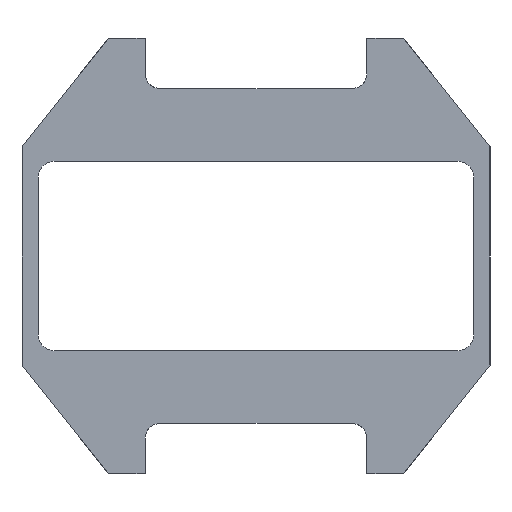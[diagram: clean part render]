
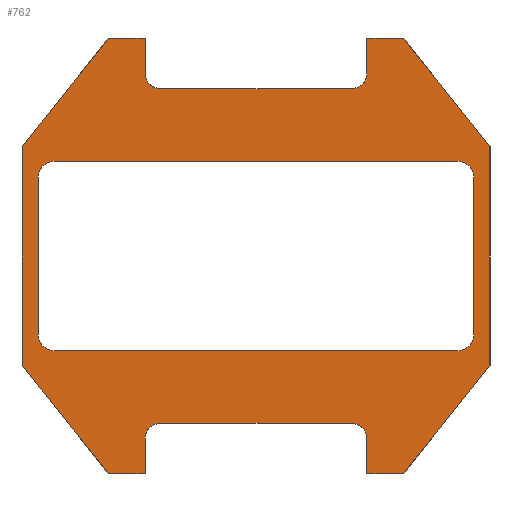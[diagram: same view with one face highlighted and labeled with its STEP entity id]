
A CAD part, front view. The second image highlights one B-rep face of the part: STEP entity #762.
In plain terms, the highlighted planar face has unit normal (0, -1, 0).
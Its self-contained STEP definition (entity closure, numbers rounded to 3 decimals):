
#15=FACE_BOUND('',#116,.T.);
#18=CIRCLE('',#788,1.5);
#19=CIRCLE('',#794,1.5);
#20=CIRCLE('',#803,1.5);
#21=CIRCLE('',#809,1.5);
#22=CIRCLE('',#814,1.6);
#23=CIRCLE('',#815,1.6);
#24=CIRCLE('',#816,1.6);
#25=CIRCLE('',#817,1.6);
#74=FACE_OUTER_BOUND('',#115,.T.);
#115=EDGE_LOOP('',(#579,#580,#581,#582,#583,#584,#585,#586,#587,#588,#589,
#590,#591,#592,#593,#594,#595,#596,#597,#598));
#116=EDGE_LOOP('',(#599,#600,#601,#602,#603,#604,#605,#606));
#140=LINE('',#1074,#226);
#147=LINE('',#1092,#233);
#150=LINE('',#1098,#236);
#159=LINE('',#1120,#245);
#161=LINE('',#1123,#247);
#163=LINE('',#1128,#249);
#165=LINE('',#1131,#251);
#166=LINE('',#1133,#252);
#169=LINE('',#1141,#255);
#174=LINE('',#1154,#260);
#175=LINE('',#1156,#261);
#179=LINE('',#1163,#265);
#183=LINE('',#1175,#269);
#187=LINE('',#1184,#273);
#189=LINE('',#1187,#275);
#190=LINE('',#1189,#276);
#191=LINE('',#1192,#277);
#192=LINE('',#1196,#278);
#193=LINE('',#1200,#279);
#194=LINE('',#1204,#280);
#226=VECTOR('',#855,10.);
#233=VECTOR('',#870,10.);
#236=VECTOR('',#875,10.);
#245=VECTOR('',#894,10.);
#247=VECTOR('',#898,10.);
#249=VECTOR('',#902,10.);
#251=VECTOR('',#906,10.);
#252=VECTOR('',#909,10.);
#255=VECTOR('',#914,10.);
#260=VECTOR('',#927,10.);
#261=VECTOR('',#930,10.);
#265=VECTOR('',#936,10.);
#269=VECTOR('',#948,10.);
#273=VECTOR('',#954,10.);
#275=VECTOR('',#958,10.);
#276=VECTOR('',#961,10.);
#277=VECTOR('',#962,10.);
#278=VECTOR('',#965,10.);
#279=VECTOR('',#968,10.);
#280=VECTOR('',#971,10.);
#311=VERTEX_POINT('',#1070);
#313=VERTEX_POINT('',#1073);
#316=VERTEX_POINT('',#1081);
#318=VERTEX_POINT('',#1086);
#320=VERTEX_POINT('',#1090);
#322=VERTEX_POINT('',#1096);
#328=VERTEX_POINT('',#1113);
#329=VERTEX_POINT('',#1115);
#330=VERTEX_POINT('',#1119);
#331=VERTEX_POINT('',#1125);
#332=VERTEX_POINT('',#1127);
#335=VERTEX_POINT('',#1138);
#336=VERTEX_POINT('',#1140);
#338=VERTEX_POINT('',#1146);
#340=VERTEX_POINT('',#1152);
#342=VERTEX_POINT('',#1161);
#344=VERTEX_POINT('',#1167);
#346=VERTEX_POINT('',#1173);
#348=VERTEX_POINT('',#1178);
#350=VERTEX_POINT('',#1182);
#351=VERTEX_POINT('',#1190);
#352=VERTEX_POINT('',#1191);
#353=VERTEX_POINT('',#1193);
#354=VERTEX_POINT('',#1195);
#355=VERTEX_POINT('',#1197);
#356=VERTEX_POINT('',#1199);
#357=VERTEX_POINT('',#1201);
#358=VERTEX_POINT('',#1203);
#384=EDGE_CURVE('',#313,#311,#140,.T.);
#388=EDGE_CURVE('',#316,#313,#18,.T.);
#393=EDGE_CURVE('',#318,#320,#147,.T.);
#396=EDGE_CURVE('',#322,#320,#150,.T.);
#405=EDGE_CURVE('',#329,#328,#19,.T.);
#407=EDGE_CURVE('',#330,#329,#159,.T.);
#409=EDGE_CURVE('',#328,#316,#161,.T.);
#411=EDGE_CURVE('',#332,#331,#163,.T.);
#413=EDGE_CURVE('',#331,#330,#165,.T.);
#414=EDGE_CURVE('',#311,#318,#166,.T.);
#417=EDGE_CURVE('',#336,#335,#169,.T.);
#421=EDGE_CURVE('',#335,#338,#20,.T.);
#424=EDGE_CURVE('',#322,#340,#174,.T.);
#425=EDGE_CURVE('',#336,#340,#175,.T.);
#429=EDGE_CURVE('',#338,#342,#179,.T.);
#432=EDGE_CURVE('',#342,#344,#21,.T.);
#435=EDGE_CURVE('',#344,#346,#183,.T.);
#439=EDGE_CURVE('',#348,#350,#187,.T.);
#441=EDGE_CURVE('',#348,#346,#189,.T.);
#442=EDGE_CURVE('',#332,#350,#190,.T.);
#443=EDGE_CURVE('',#351,#352,#191,.T.);
#444=EDGE_CURVE('',#352,#353,#22,.T.);
#445=EDGE_CURVE('',#353,#354,#192,.T.);
#446=EDGE_CURVE('',#354,#355,#23,.T.);
#447=EDGE_CURVE('',#355,#356,#193,.T.);
#448=EDGE_CURVE('',#356,#357,#24,.T.);
#449=EDGE_CURVE('',#357,#358,#194,.T.);
#450=EDGE_CURVE('',#358,#351,#25,.T.);
#579=ORIENTED_EDGE('',*,*,#384,.T.);
#580=ORIENTED_EDGE('',*,*,#414,.T.);
#581=ORIENTED_EDGE('',*,*,#393,.T.);
#582=ORIENTED_EDGE('',*,*,#396,.F.);
#583=ORIENTED_EDGE('',*,*,#424,.T.);
#584=ORIENTED_EDGE('',*,*,#425,.F.);
#585=ORIENTED_EDGE('',*,*,#417,.T.);
#586=ORIENTED_EDGE('',*,*,#421,.T.);
#587=ORIENTED_EDGE('',*,*,#429,.T.);
#588=ORIENTED_EDGE('',*,*,#432,.T.);
#589=ORIENTED_EDGE('',*,*,#435,.T.);
#590=ORIENTED_EDGE('',*,*,#441,.F.);
#591=ORIENTED_EDGE('',*,*,#439,.T.);
#592=ORIENTED_EDGE('',*,*,#442,.F.);
#593=ORIENTED_EDGE('',*,*,#411,.T.);
#594=ORIENTED_EDGE('',*,*,#413,.T.);
#595=ORIENTED_EDGE('',*,*,#407,.T.);
#596=ORIENTED_EDGE('',*,*,#405,.T.);
#597=ORIENTED_EDGE('',*,*,#409,.T.);
#598=ORIENTED_EDGE('',*,*,#388,.T.);
#599=ORIENTED_EDGE('',*,*,#443,.T.);
#600=ORIENTED_EDGE('',*,*,#444,.T.);
#601=ORIENTED_EDGE('',*,*,#445,.T.);
#602=ORIENTED_EDGE('',*,*,#446,.T.);
#603=ORIENTED_EDGE('',*,*,#447,.T.);
#604=ORIENTED_EDGE('',*,*,#448,.T.);
#605=ORIENTED_EDGE('',*,*,#449,.T.);
#606=ORIENTED_EDGE('',*,*,#450,.T.);
#729=PLANE('',#813);
#762=ADVANCED_FACE('',(#74,#15),#729,.F.);
#788=AXIS2_PLACEMENT_3D('',#1082,#862,#863);
#794=AXIS2_PLACEMENT_3D('',#1116,#889,#890);
#803=AXIS2_PLACEMENT_3D('',#1148,#921,#922);
#809=AXIS2_PLACEMENT_3D('',#1169,#942,#943);
#813=AXIS2_PLACEMENT_3D('',#1188,#959,#960);
#814=AXIS2_PLACEMENT_3D('',#1194,#963,#964);
#815=AXIS2_PLACEMENT_3D('',#1198,#966,#967);
#816=AXIS2_PLACEMENT_3D('',#1202,#969,#970);
#817=AXIS2_PLACEMENT_3D('',#1205,#972,#973);
#855=DIRECTION('',(0.,0.,-1.));
#862=DIRECTION('center_axis',(0.,1.,0.));
#863=DIRECTION('ref_axis',(1.,0.,0.));
#870=DIRECTION('',(0.624,0.,0.782));
#875=DIRECTION('',(0.,0.,-1.));
#889=DIRECTION('center_axis',(0.,1.,0.));
#890=DIRECTION('ref_axis',(-1.,0.,0.));
#894=DIRECTION('',(0.,0.,1.));
#898=DIRECTION('',(1.,0.,0.));
#902=DIRECTION('',(0.624,0.,-0.782));
#906=DIRECTION('',(1.,0.,0.));
#909=DIRECTION('',(1.,0.,0.));
#914=DIRECTION('',(0.,0.,-1.));
#921=DIRECTION('center_axis',(0.,1.,0.));
#922=DIRECTION('ref_axis',(1.,0.,0.));
#927=DIRECTION('',(-0.624,0.,0.782));
#930=DIRECTION('',(1.,0.,0.));
#936=DIRECTION('',(-1.,0.,0.));
#942=DIRECTION('center_axis',(0.,1.,0.));
#943=DIRECTION('ref_axis',(-1.,0.,0.));
#948=DIRECTION('',(0.,0.,1.));
#954=DIRECTION('',(-0.624,0.,-0.782));
#958=DIRECTION('',(1.,0.,0.));
#959=DIRECTION('center_axis',(0.,1.,0.));
#960=DIRECTION('ref_axis',(0.,0.,1.));
#961=DIRECTION('',(0.,0.,1.));
#962=DIRECTION('',(0.,0.,1.));
#963=DIRECTION('center_axis',(0.,1.,0.));
#964=DIRECTION('ref_axis',(0.,0.,1.));
#965=DIRECTION('',(1.,0.,0.));
#966=DIRECTION('center_axis',(0.,1.,0.));
#967=DIRECTION('ref_axis',(1.,0.,0.));
#968=DIRECTION('',(0.,0.,-1.));
#969=DIRECTION('center_axis',(0.,1.,0.));
#970=DIRECTION('ref_axis',(0.,0.,-1.));
#971=DIRECTION('',(-1.,0.,0.));
#972=DIRECTION('center_axis',(0.,1.,0.));
#973=DIRECTION('ref_axis',(-1.,0.,0.));
#1070=CARTESIAN_POINT('',(11.25,-2.85,-22.1));
#1073=CARTESIAN_POINT('',(11.25,-2.85,-18.5));
#1074=CARTESIAN_POINT('',(11.25,-2.85,-9.25));
#1081=CARTESIAN_POINT('',(9.75,-2.85,-17.));
#1082=CARTESIAN_POINT('Origin',(9.75,-2.85,-18.5));
#1086=CARTESIAN_POINT('',(14.968,-2.85,-22.1));
#1090=CARTESIAN_POINT('',(23.75,-2.85,-11.1));
#1092=CARTESIAN_POINT('',(17.443,-2.85,-19.));
#1096=CARTESIAN_POINT('',(23.75,-2.85,11.1));
#1098=CARTESIAN_POINT('',(23.75,-2.85,-6.8));
#1113=CARTESIAN_POINT('',(-9.75,-2.85,-17.));
#1115=CARTESIAN_POINT('',(-11.25,-2.85,-18.5));
#1116=CARTESIAN_POINT('Origin',(-9.75,-2.85,-18.5));
#1119=CARTESIAN_POINT('',(-11.25,-2.85,-22.1));
#1120=CARTESIAN_POINT('',(-11.25,-2.85,-9.25));
#1123=CARTESIAN_POINT('',(0.,-2.85,-17.));
#1125=CARTESIAN_POINT('',(-14.968,-2.85,-22.1));
#1127=CARTESIAN_POINT('',(-23.75,-2.85,-11.1));
#1128=CARTESIAN_POINT('',(-17.443,-2.85,-19.));
#1131=CARTESIAN_POINT('',(0.,-2.85,-22.1));
#1133=CARTESIAN_POINT('',(0.,-2.85,-22.1));
#1138=CARTESIAN_POINT('',(11.25,-2.85,18.5));
#1140=CARTESIAN_POINT('',(11.25,-2.85,22.1));
#1141=CARTESIAN_POINT('',(11.25,-2.85,9.25));
#1146=CARTESIAN_POINT('',(9.75,-2.85,17.));
#1148=CARTESIAN_POINT('Origin',(9.75,-2.85,18.5));
#1152=CARTESIAN_POINT('',(14.968,-2.85,22.1));
#1154=CARTESIAN_POINT('',(17.443,-2.85,19.));
#1156=CARTESIAN_POINT('',(0.,-2.85,22.1));
#1161=CARTESIAN_POINT('',(-9.75,-2.85,17.));
#1163=CARTESIAN_POINT('',(0.,-2.85,17.));
#1167=CARTESIAN_POINT('',(-11.25,-2.85,18.5));
#1169=CARTESIAN_POINT('Origin',(-9.75,-2.85,18.5));
#1173=CARTESIAN_POINT('',(-11.25,-2.85,22.1));
#1175=CARTESIAN_POINT('',(-11.25,-2.85,9.25));
#1178=CARTESIAN_POINT('',(-14.968,-2.85,22.1));
#1182=CARTESIAN_POINT('',(-23.75,-2.85,11.1));
#1184=CARTESIAN_POINT('',(-17.443,-2.85,19.));
#1187=CARTESIAN_POINT('',(0.,-2.85,22.1));
#1188=CARTESIAN_POINT('Origin',(0.,-2.85,
0.));
#1189=CARTESIAN_POINT('',(-23.75,-2.85,6.8));
#1190=CARTESIAN_POINT('',(-22.1,-2.85,-8.));
#1191=CARTESIAN_POINT('',(-22.1,-2.85,8.));
#1192=CARTESIAN_POINT('',(-22.1,-2.85,-4.));
#1193=CARTESIAN_POINT('',(-20.5,-2.85,9.6));
#1194=CARTESIAN_POINT('Origin',(-20.5,-2.85,8.));
#1195=CARTESIAN_POINT('',(20.5,-2.85,9.6));
#1196=CARTESIAN_POINT('',(-10.25,-2.85,9.6));
#1197=CARTESIAN_POINT('',(22.1,-2.85,8.));
#1198=CARTESIAN_POINT('Origin',(20.5,-2.85,8.));
#1199=CARTESIAN_POINT('',(22.1,-2.85,-8.));
#1200=CARTESIAN_POINT('',(22.1,-2.85,4.));
#1201=CARTESIAN_POINT('',(20.5,-2.85,-9.6));
#1202=CARTESIAN_POINT('Origin',(20.5,-2.85,-8.));
#1203=CARTESIAN_POINT('',(-20.5,-2.85,-9.6));
#1204=CARTESIAN_POINT('',(10.25,-2.85,-9.6));
#1205=CARTESIAN_POINT('Origin',(-20.5,-2.85,-8.));
